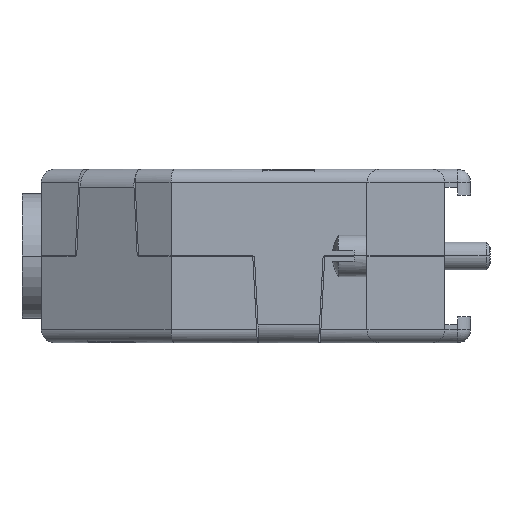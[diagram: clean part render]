
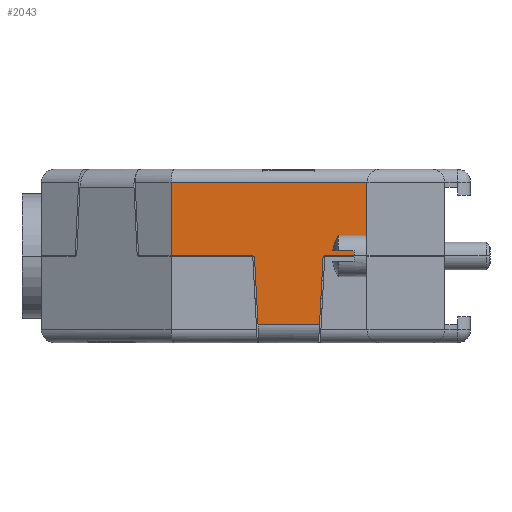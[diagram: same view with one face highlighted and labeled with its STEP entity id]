
A CAD part, left-side view. The second image highlights one B-rep face of the part: STEP entity #2043.
In plain terms, the highlighted face is planar.
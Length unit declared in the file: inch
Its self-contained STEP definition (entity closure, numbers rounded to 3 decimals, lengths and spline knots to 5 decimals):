
#1468 = EDGE_CURVE ( 'NONE', #1496, #1469, #12492, .T. ) ;
#1469 = VERTEX_POINT ( 'NONE', #12488 ) ;
#1496 = VERTEX_POINT ( 'NONE', #12566 ) ;
#1530 = VERTEX_POINT ( 'NONE', #12651 ) ;
#1532 = EDGE_CURVE ( 'NONE', #1496, #1530, #12650, .T. ) ;
#2027 = ORIENTED_EDGE ( 'NONE', *, *, #2028, .F. ) ;
#2028 = EDGE_CURVE ( 'NONE', #2029, #2054, #14005, .T. ) ;
#2029 = VERTEX_POINT ( 'NONE', #14001 ) ;
#2030 = ORIENTED_EDGE ( 'NONE', *, *, #2031, .T. ) ;
#2031 = EDGE_CURVE ( 'NONE', #2029, #2032, #14000, .T. ) ;
#2032 = VERTEX_POINT ( 'NONE', #13996 ) ;
#2033 = ORIENTED_EDGE ( 'NONE', *, *, #2034, .T. ) ;
#2034 = EDGE_CURVE ( 'NONE', #2032, #1469, #13994, .T. ) ;
#2035 = ORIENTED_EDGE ( 'NONE', *, *, #1468, .F. ) ;
#2043 = ADVANCED_FACE ( 'NONE', ( #14024 ), #14056, .F. ) ;
#2044 = EDGE_LOOP ( 'NONE', ( #2045, #2046, #2049, #2052, #2027, #2030, #2033, #2035 ) ) ;
#2045 = ORIENTED_EDGE ( 'NONE', *, *, #1532, .T. ) ;
#2046 = ORIENTED_EDGE ( 'NONE', *, *, #2047, .T. ) ;
#2047 = EDGE_CURVE ( 'NONE', #1530, #2048, #14051, .T. ) ;
#2048 = VERTEX_POINT ( 'NONE', #14047 ) ;
#2049 = ORIENTED_EDGE ( 'NONE', *, *, #2050, .F. ) ;
#2050 = EDGE_CURVE ( 'NONE', #2051, #2048, #14046, .T. ) ;
#2051 = VERTEX_POINT ( 'NONE', #14042 ) ;
#2052 = ORIENTED_EDGE ( 'NONE', *, *, #2053, .F. ) ;
#2053 = EDGE_CURVE ( 'NONE', #2054, #2051, #14088, .T. ) ;
#2054 = VERTEX_POINT ( 'NONE', #14084 ) ;
#12488 = CARTESIAN_POINT ( 'NONE',  ( 0.82, 0.5695, 0.335 ) ) ;
#12489 = DIRECTION ( 'NONE',  ( 0., 1., 0. ) ) ;
#12490 = VECTOR ( 'NONE', #12489, 39.37008 ) ;
#12491 = CARTESIAN_POINT ( 'NONE',  ( 0.82, 0.4, 0.335 ) ) ;
#12492 = LINE ( 'NONE', #12491, #12490 ) ;
#12566 = CARTESIAN_POINT ( 'NONE',  ( 0.82, 0.4, 0.335 ) ) ;
#12647 = DIRECTION ( 'NONE',  ( 0., 0., -1. ) ) ;
#12648 = VECTOR ( 'NONE', #12647, 39.37008 ) ;
#12649 = CARTESIAN_POINT ( 'NONE',  ( 0.82, 0.4, 0.335 ) ) ;
#12650 = LINE ( 'NONE', #12649, #12648 ) ;
#12651 = CARTESIAN_POINT ( 'NONE',  ( 0.82, 0.4, 0.05 ) ) ;
#13991 = DIRECTION ( 'NONE',  ( 0., -0.052, -0.999 ) ) ;
#13992 = VECTOR ( 'NONE', #13991, 39.37008 ) ;
#13993 = CARTESIAN_POINT ( 'NONE',  ( 0.82, 0.56904, 0.32614 ) ) ;
#13994 = LINE ( 'NONE', #13993, #13992 ) ;
#13996 = CARTESIAN_POINT ( 'NONE',  ( 0.82, 0.58339, 0.6 ) ) ;
#13997 = DIRECTION ( 'NONE',  ( 0., -1., 0. ) ) ;
#13998 = VECTOR ( 'NONE', #13997, 39.37008 ) ;
#13999 = CARTESIAN_POINT ( 'NONE',  ( 0.82, 0.4, 0.6 ) ) ;
#14000 = LINE ( 'NONE', #13999, #13998 ) ;
#14001 = CARTESIAN_POINT ( 'NONE',  ( 0.82, 0.82061, 0.6 ) ) ;
#14002 = DIRECTION ( 'NONE',  ( 0., 0.052, -0.999 ) ) ;
#14003 = VECTOR ( 'NONE', #14002, 39.37008 ) ;
#14004 = CARTESIAN_POINT ( 'NONE',  ( 0.82, 0.8345, 0.335 ) ) ;
#14005 = LINE ( 'NONE', #14004, #14003 ) ;
#14024 = FACE_OUTER_BOUND ( 'NONE', #2044, .T. ) ;
#14042 = CARTESIAN_POINT ( 'NONE',  ( 0.82, 1.15657, 0.335 ) ) ;
#14043 = DIRECTION ( 'NONE',  ( 0., 0., -1. ) ) ;
#14044 = VECTOR ( 'NONE', #14043, 39.37008 ) ;
#14045 = CARTESIAN_POINT ( 'NONE',  ( 0.82, 1.15657, 0.335 ) ) ;
#14046 = LINE ( 'NONE', #14045, #14044 ) ;
#14047 = CARTESIAN_POINT ( 'NONE',  ( 0.82, 1.15657, 0.05 ) ) ;
#14048 = DIRECTION ( 'NONE',  ( 0., 1., 0. ) ) ;
#14049 = VECTOR ( 'NONE', #14048, 39.37008 ) ;
#14050 = CARTESIAN_POINT ( 'NONE',  ( 0.82, 0.4, 0.05 ) ) ;
#14051 = LINE ( 'NONE', #14050, #14049 ) ;
#14052 = DIRECTION ( 'NONE',  ( 0., 0., 1. ) ) ;
#14053 = DIRECTION ( 'NONE',  ( -1., 0., 0. ) ) ;
#14054 = CARTESIAN_POINT ( 'NONE',  ( 0.82, 0.4, 0.335 ) ) ;
#14055 = AXIS2_PLACEMENT_3D ( 'NONE', #14054, #14053, #14052 ) ;
#14056 = PLANE ( 'NONE',  #14055 ) ;
#14084 = CARTESIAN_POINT ( 'NONE',  ( 0.82, 0.8345, 0.335 ) ) ;
#14085 = DIRECTION ( 'NONE',  ( 0., 1., 0. ) ) ;
#14086 = VECTOR ( 'NONE', #14085, 39.37008 ) ;
#14087 = CARTESIAN_POINT ( 'NONE',  ( 0.82, 0.4, 0.335 ) ) ;
#14088 = LINE ( 'NONE', #14087, #14086 ) ;
